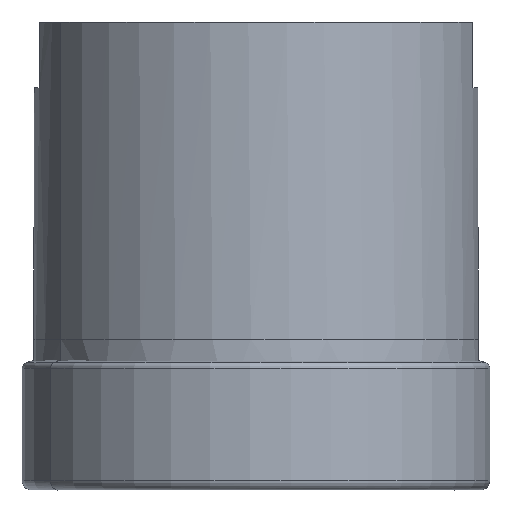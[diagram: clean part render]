
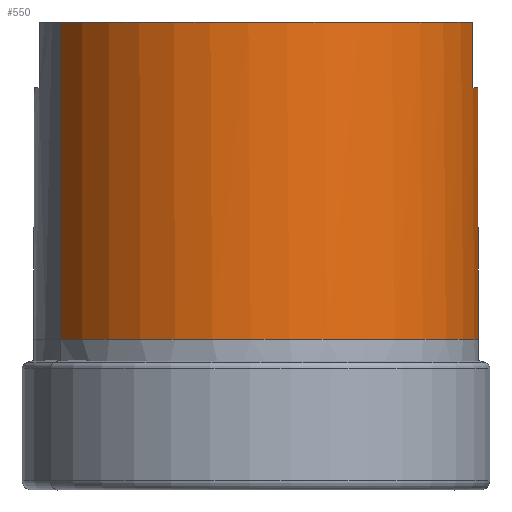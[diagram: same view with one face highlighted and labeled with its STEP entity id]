
A CAD part, front view. The second image highlights one B-rep face of the part: STEP entity #550.
In plain terms, the highlighted cylindrical face has radius 19 mm (diameter 38 mm), a partial arc.
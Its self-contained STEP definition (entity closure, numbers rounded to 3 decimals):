
#391=AXIS2_PLACEMENT_3D('Circle Axis2P3D',#389,#390,$) ;
#404=AXIS2_PLACEMENT_3D('Cylinder Axis2P3D',#401,#402,#403) ;
#509=AXIS2_PLACEMENT_3D('Circle Axis2P3D',#507,#508,$) ;
#516=AXIS2_PLACEMENT_3D('Circle Axis2P3D',#514,#515,$) ;
#530=AXIS2_PLACEMENT_3D('Circle Axis2P3D',#528,#529,$) ;
#339=CARTESIAN_POINT('Vertex',(-16.674,-9.109,12.891)) ;
#346=CARTESIAN_POINT('Vertex',(16.674,9.109,12.891)) ;
#389=CARTESIAN_POINT('Axis2P3D Location',(0.,0.,12.891)) ;
#401=CARTESIAN_POINT('Axis2P3D Location',(0.,0.,2.7)) ;
#410=CARTESIAN_POINT('Vertex',(16.674,9.109,40.)) ;
#415=CARTESIAN_POINT('Line Origine',(16.674,9.109,26.446)) ;
#420=CARTESIAN_POINT('Line Origine',(-16.674,-9.109,26.446)) ;
#424=CARTESIAN_POINT('Vertex',(-16.674,-9.109,40.)) ;
#507=CARTESIAN_POINT('Axis2P3D Location',(0.,0.,40.)) ;
#511=CARTESIAN_POINT('Vertex',(18.53,-4.2,40.)) ;
#514=CARTESIAN_POINT('Axis2P3D Location',(0.,0.,40.)) ;
#518=CARTESIAN_POINT('Vertex',(18.53,4.2,40.)) ;
#521=CARTESIAN_POINT('Line Origine',(18.53,4.2,26.446)) ;
#525=CARTESIAN_POINT('Vertex',(18.53,4.2,34.4)) ;
#528=CARTESIAN_POINT('Axis2P3D Location',(0.,0.,34.4)) ;
#532=CARTESIAN_POINT('Vertex',(18.53,-4.2,34.4)) ;
#535=CARTESIAN_POINT('Line Origine',(18.53,-4.2,26.446)) ;
#390=DIRECTION('Axis2P3D Direction',(0.,0.,-1.)) ;
#402=DIRECTION('Axis2P3D Direction',(0.,0.,1.)) ;
#403=DIRECTION('Axis2P3D XDirection',(0.878,0.479,0.)) ;
#416=DIRECTION('Vector Direction',(0.,0.,1.)) ;
#421=DIRECTION('Vector Direction',(0.,0.,1.)) ;
#508=DIRECTION('Axis2P3D Direction',(0.,0.,1.)) ;
#515=DIRECTION('Axis2P3D Direction',(0.,0.,1.)) ;
#522=DIRECTION('Vector Direction',(0.,0.,1.)) ;
#529=DIRECTION('Axis2P3D Direction',(0.,0.,1.)) ;
#536=DIRECTION('Vector Direction',(0.,0.,1.)) ;
#417=VECTOR('Line Direction',#416,1.) ;
#422=VECTOR('Line Direction',#421,1.) ;
#523=VECTOR('Line Direction',#522,1.) ;
#537=VECTOR('Line Direction',#536,1.) ;
#541=ORIENTED_EDGE('',*,*,#513,.F.) ;
#542=ORIENTED_EDGE('',*,*,#426,.F.) ;
#543=ORIENTED_EDGE('',*,*,#393,.T.) ;
#544=ORIENTED_EDGE('',*,*,#419,.T.) ;
#545=ORIENTED_EDGE('',*,*,#520,.F.) ;
#546=ORIENTED_EDGE('',*,*,#527,.T.) ;
#547=ORIENTED_EDGE('',*,*,#534,.T.) ;
#548=ORIENTED_EDGE('',*,*,#539,.F.) ;
#550=ADVANCED_FACE('NOCUT',(#549),#405,.T.) ;
#392=CIRCLE('generated circle',#391,19.) ;
#510=CIRCLE('generated circle',#509,19.) ;
#517=CIRCLE('generated circle',#516,19.) ;
#531=CIRCLE('generated circle',#530,19.) ;
#405=CYLINDRICAL_SURFACE('generated cylinder',#404,19.) ;
#393=EDGE_CURVE('',#340,#347,#392,.F.) ;
#419=EDGE_CURVE('',#347,#411,#418,.T.) ;
#426=EDGE_CURVE('',#340,#425,#423,.T.) ;
#513=EDGE_CURVE('',#425,#512,#510,.T.) ;
#520=EDGE_CURVE('',#519,#411,#517,.T.) ;
#527=EDGE_CURVE('',#519,#526,#524,.F.) ;
#534=EDGE_CURVE('',#526,#533,#531,.F.) ;
#539=EDGE_CURVE('',#512,#533,#538,.F.) ;
#540=EDGE_LOOP('',(#541,#542,#543,#544,#545,#546,#547,#548)) ;
#549=FACE_OUTER_BOUND('',#540,.T.) ;
#418=LINE('Line',#415,#417) ;
#423=LINE('Line',#420,#422) ;
#524=LINE('Line',#521,#523) ;
#538=LINE('Line',#535,#537) ;
#340=VERTEX_POINT('',#339) ;
#347=VERTEX_POINT('',#346) ;
#411=VERTEX_POINT('',#410) ;
#425=VERTEX_POINT('',#424) ;
#512=VERTEX_POINT('',#511) ;
#519=VERTEX_POINT('',#518) ;
#526=VERTEX_POINT('',#525) ;
#533=VERTEX_POINT('',#532) ;
